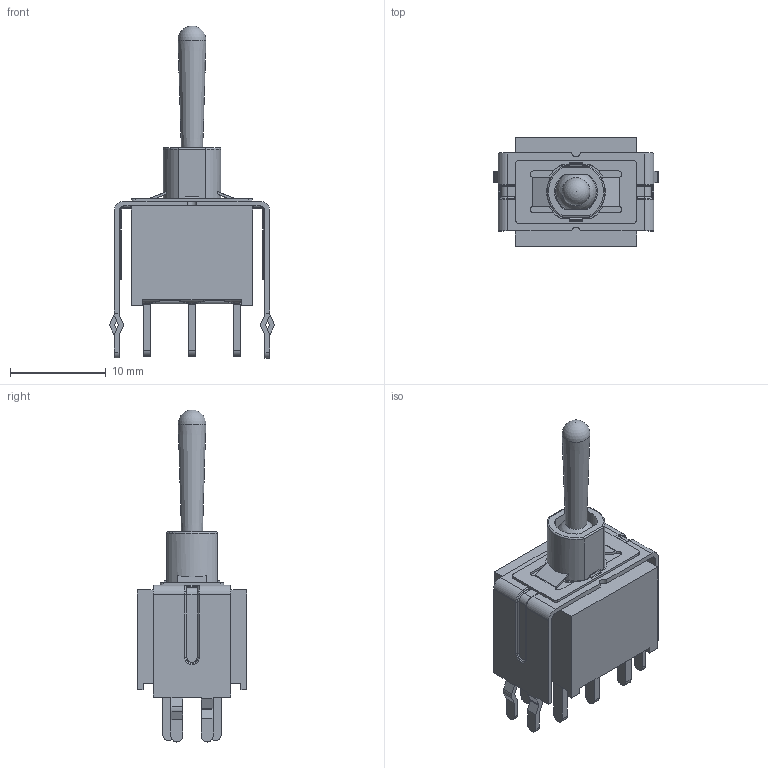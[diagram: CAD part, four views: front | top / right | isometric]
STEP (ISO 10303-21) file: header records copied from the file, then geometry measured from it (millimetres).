
FILE_DESCRIPTION(/* description */ (''),/* implementation_level */ '2;1');
FILE_NAME(/* name */ '100AWDPxT1B4VS21xE.stp',/* time_stamp */ '2025-05-01T10:06:50-05:00',/* author */ ('mroman'),/* organization */ (''),/* preprocessor_version */ 'ST-DEVELOPER v18.1',/* originating_system */ 'Autodesk Inventor 2022',/* authorisation */ '');
FILE_SCHEMA (('AUTOMOTIVE_DESIGN { 1 0 10303 214 3 1 1 }'));
Length unit declared in the file: inch
Products named in the file (1): 100AWDPxT1B4VS21xE
Bounding box: 17.15 x 11.43 x 34.68 mm (x, y, z)
Volume: 1826.7 mm3; surface area: 1809.8 mm2
Topology: 1 solids, 1 shells, 367 faces, 1017 edges, 648 vertices
Faces by surface type: plane 189, cylinder 117, torus 38, bspline 20, sphere 2, cone 1
Entity records: 13220 total; most frequent: CARTESIAN_POINT 3919, ORIENTED_EDGE 2022, DIRECTION 1841, EDGE_CURVE 1011, VERTEX_POINT 648, LINE 617, VECTOR 617, AXIS2_PLACEMENT_3D 612
